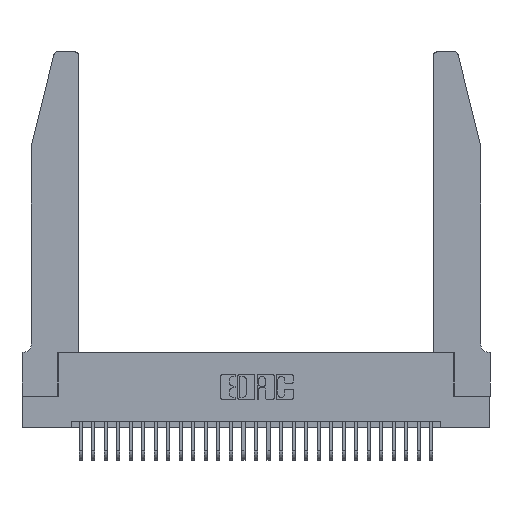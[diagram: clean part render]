
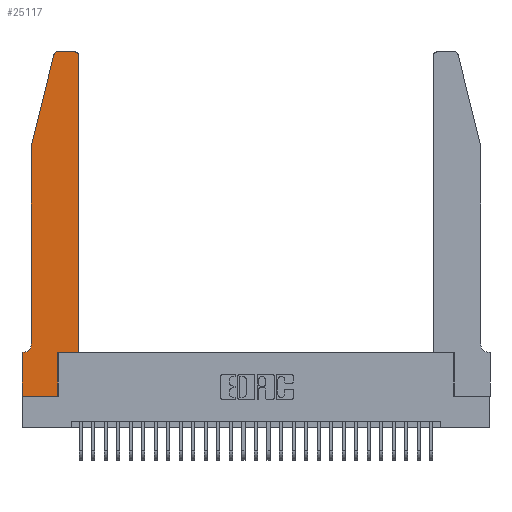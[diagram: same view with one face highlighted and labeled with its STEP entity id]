
A CAD part, top view. The second image highlights one B-rep face of the part: STEP entity #25117.
In plain terms, the highlighted planar face has unit normal (0, 0, 1).
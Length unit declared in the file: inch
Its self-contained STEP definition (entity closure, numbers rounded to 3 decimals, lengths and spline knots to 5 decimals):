
#107 = DIRECTION ( 'NONE',  ( -0.239, -0.971, 0. ) ) ;
#176 = CARTESIAN_POINT ( 'NONE',  ( 0.4505, 0.35, 0.37 ) ) ;
#473 = VERTEX_POINT ( 'NONE', #16839 ) ;
#947 = DIRECTION ( 'NONE',  ( 1., 0., 0. ) ) ;
#1053 = CARTESIAN_POINT ( 'NONE',  ( 0.0755, 2., 0.37 ) ) ;
#2437 = DIRECTION ( 'NONE',  ( 1., 0., 0. ) ) ;
#2483 = VERTEX_POINT ( 'NONE', #14103 ) ;
#2807 = DIRECTION ( 'NONE',  ( -1., 0., 0. ) ) ;
#2870 = EDGE_CURVE ( 'NONE', #473, #11266, #6307, .T. ) ;
#3463 = EDGE_CURVE ( 'NONE', #15471, #9263, #9399, .T. ) ;
#3962 = CARTESIAN_POINT ( 'NONE',  ( 0.284, 2.75, 0.37 ) ) ;
#5016 = DIRECTION ( 'NONE',  ( 0., -1., 0. ) ) ;
#5270 = EDGE_CURVE ( 'NONE', #18065, #5461, #16926, .T. ) ;
#5300 = PLANE ( 'NONE',  #18666 ) ;
#5404 = DIRECTION ( 'NONE',  ( 1., 0., 0. ) ) ;
#5406 = VERTEX_POINT ( 'NONE', #21856 ) ;
#5461 = VERTEX_POINT ( 'NONE', #11121 ) ;
#5572 = ORIENTED_EDGE ( 'NONE', *, *, #12695, .T. ) ;
#6118 = CARTESIAN_POINT ( 'NONE',  ( 0., 0., 0.37 ) ) ;
#6154 = EDGE_LOOP ( 'NONE', ( #14879, #5572, #18653, #17262, #19332, #20406, #16593, #17296, #17962, #27114, #23803, #10079 ) ) ;
#6262 = EDGE_CURVE ( 'NONE', #5461, #7674, #25756, .T. ) ;
#6307 = LINE ( 'NONE', #9005, #12181 ) ;
#6746 = DIRECTION ( 'NONE',  ( 0., 0., 1. ) ) ;
#6769 = CARTESIAN_POINT ( 'NONE',  ( 0.2865, 0., 0.37 ) ) ;
#6811 = CARTESIAN_POINT ( 'NONE',  ( 0.0755, 2., 0.37 ) ) ;
#7674 = VERTEX_POINT ( 'NONE', #26717 ) ;
#7757 = CIRCLE ( 'NONE', #19744, 0.03 ) ;
#9005 = CARTESIAN_POINT ( 'NONE',  ( 0.2605, 2.75, 0.37 ) ) ;
#9263 = VERTEX_POINT ( 'NONE', #19550 ) ;
#9399 = LINE ( 'NONE', #15552, #24803 ) ;
#9693 = VECTOR ( 'NONE', #2807, 39.37008 ) ;
#9947 = CARTESIAN_POINT ( 'NONE',  ( 0.2865, 0.35, 0.37 ) ) ;
#10079 = ORIENTED_EDGE ( 'NONE', *, *, #10829, .T. ) ;
#10326 = LINE ( 'NONE', #176, #21301 ) ;
#10466 = EDGE_CURVE ( 'NONE', #20020, #2483, #22523, .T. ) ;
#10471 = VERTEX_POINT ( 'NONE', #1053 ) ;
#10614 = LINE ( 'NONE', #18211, #22974 ) ;
#10829 = EDGE_CURVE ( 'NONE', #9263, #473, #7757, .T. ) ;
#10843 = VECTOR ( 'NONE', #23093, 39.37008 ) ;
#11121 = CARTESIAN_POINT ( 'NONE',  ( 0.0055, 0.35, 0.37 ) ) ;
#11266 = VERTEX_POINT ( 'NONE', #3962 ) ;
#11392 = EDGE_CURVE ( 'NONE', #24477, #10471, #17717, .T. ) ;
#12181 = VECTOR ( 'NONE', #19933, 39.37008 ) ;
#12430 = VECTOR ( 'NONE', #27488, 39.37008 ) ;
#12676 = CARTESIAN_POINT ( 'NONE',  ( 0.0055, 0.42, 0.37 ) ) ;
#12695 = EDGE_CURVE ( 'NONE', #11266, #24477, #19411, .T. ) ;
#13097 = LINE ( 'NONE', #25388, #12430 ) ;
#13551 = LINE ( 'NONE', #6118, #24525 ) ;
#14103 = CARTESIAN_POINT ( 'NONE',  ( 0.2865, 0.35, 0.37 ) ) ;
#14244 = DIRECTION ( 'NONE',  ( 0., 0., 1. ) ) ;
#14336 = FACE_OUTER_BOUND ( 'NONE', #6154, .T. ) ;
#14857 = DIRECTION ( 'NONE',  ( -1., 0., 0. ) ) ;
#14879 = ORIENTED_EDGE ( 'NONE', *, *, #2870, .T. ) ;
#14991 = AXIS2_PLACEMENT_3D ( 'NONE', #27237, #14244, #947 ) ;
#15192 = EDGE_CURVE ( 'NONE', #5406, #20020, #13097, .T. ) ;
#15471 = VERTEX_POINT ( 'NONE', #23212 ) ;
#15552 = CARTESIAN_POINT ( 'NONE',  ( 0.4505, 0.35, 0.37 ) ) ;
#15731 = EDGE_CURVE ( 'NONE', #2483, #15471, #10326, .T. ) ;
#16038 = CARTESIAN_POINT ( 'NONE',  ( 0.0755, 0.35, 0.37 ) ) ;
#16593 = ORIENTED_EDGE ( 'NONE', *, *, #27101, .T. ) ;
#16839 = CARTESIAN_POINT ( 'NONE',  ( 0.4205, 2.75, 0.37 ) ) ;
#16926 = CIRCLE ( 'NONE', #26252, 0.07 ) ;
#17032 = VECTOR ( 'NONE', #107, 39.37008 ) ;
#17125 = CARTESIAN_POINT ( 'NONE',  ( 0.0755, 0.42, 0.37 ) ) ;
#17262 = ORIENTED_EDGE ( 'NONE', *, *, #19519, .T. ) ;
#17296 = ORIENTED_EDGE ( 'NONE', *, *, #15192, .T. ) ;
#17717 = LINE ( 'NONE', #6811, #17032 ) ;
#17759 = DIRECTION ( 'NONE',  ( 0., 1., 0. ) ) ;
#17962 = ORIENTED_EDGE ( 'NONE', *, *, #10466, .T. ) ;
#18065 = VERTEX_POINT ( 'NONE', #17125 ) ;
#18211 = CARTESIAN_POINT ( 'NONE',  ( 0.0755, 2., 0.37 ) ) ;
#18583 = DIRECTION ( 'NONE',  ( 0., 0., 1. ) ) ;
#18653 = ORIENTED_EDGE ( 'NONE', *, *, #11392, .T. ) ;
#18666 = AXIS2_PLACEMENT_3D ( 'NONE', #27183, #18583, #5404 ) ;
#19332 = ORIENTED_EDGE ( 'NONE', *, *, #5270, .T. ) ;
#19411 = CIRCLE ( 'NONE', #14991, 0.03 ) ;
#19519 = EDGE_CURVE ( 'NONE', #10471, #18065, #10614, .T. ) ;
#19550 = CARTESIAN_POINT ( 'NONE',  ( 0.4505, 2.72, 0.37 ) ) ;
#19744 = AXIS2_PLACEMENT_3D ( 'NONE', #19901, #6746, #22100 ) ;
#19901 = CARTESIAN_POINT ( 'NONE',  ( 0.4205, 2.72, 0.37 ) ) ;
#19933 = DIRECTION ( 'NONE',  ( -1., 0., 0. ) ) ;
#19975 = CARTESIAN_POINT ( 'NONE',  ( 0.25487, 2.72718, 0.37 ) ) ;
#20020 = VERTEX_POINT ( 'NONE', #6769 ) ;
#20406 = ORIENTED_EDGE ( 'NONE', *, *, #6262, .T. ) ;
#21301 = VECTOR ( 'NONE', #2437, 39.37008 ) ;
#21856 = CARTESIAN_POINT ( 'NONE',  ( 0., 0., 0.37 ) ) ;
#22100 = DIRECTION ( 'NONE',  ( 1., 0., 0. ) ) ;
#22523 = LINE ( 'NONE', #9947, #10843 ) ;
#22974 = VECTOR ( 'NONE', #5016, 39.37008 ) ;
#23093 = DIRECTION ( 'NONE',  ( 0., 1., 0. ) ) ;
#23212 = CARTESIAN_POINT ( 'NONE',  ( 0.4505, 0.35, 0.37 ) ) ;
#23705 = DIRECTION ( 'NONE',  ( 0., -1., 0. ) ) ;
#23803 = ORIENTED_EDGE ( 'NONE', *, *, #3463, .T. ) ;
#24477 = VERTEX_POINT ( 'NONE', #19975 ) ;
#24525 = VECTOR ( 'NONE', #23705, 39.37008 ) ;
#24803 = VECTOR ( 'NONE', #17759, 39.37008 ) ;
#25117 = ADVANCED_FACE ( 'NONE', ( #14336 ), #5300, .T. ) ;
#25388 = CARTESIAN_POINT ( 'NONE',  ( 0., 0., 0.37 ) ) ;
#25756 = LINE ( 'NONE', #16038, #9693 ) ;
#26252 = AXIS2_PLACEMENT_3D ( 'NONE', #12676, #27845, #14857 ) ;
#26717 = CARTESIAN_POINT ( 'NONE',  ( 0., 0.35, 0.37 ) ) ;
#27101 = EDGE_CURVE ( 'NONE', #7674, #5406, #13551, .T. ) ;
#27114 = ORIENTED_EDGE ( 'NONE', *, *, #15731, .T. ) ;
#27183 = CARTESIAN_POINT ( 'NONE',  ( 0., 0.35, 0.37 ) ) ;
#27237 = CARTESIAN_POINT ( 'NONE',  ( 0.284, 2.72, 0.37 ) ) ;
#27488 = DIRECTION ( 'NONE',  ( 1., 0., 0. ) ) ;
#27845 = DIRECTION ( 'NONE',  ( 0., 0., -1. ) ) ;
